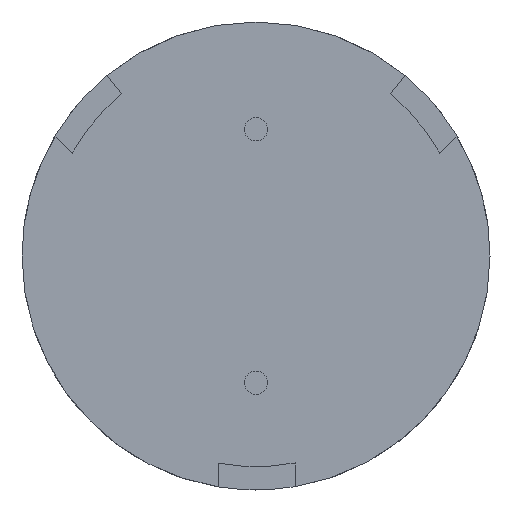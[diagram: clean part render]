
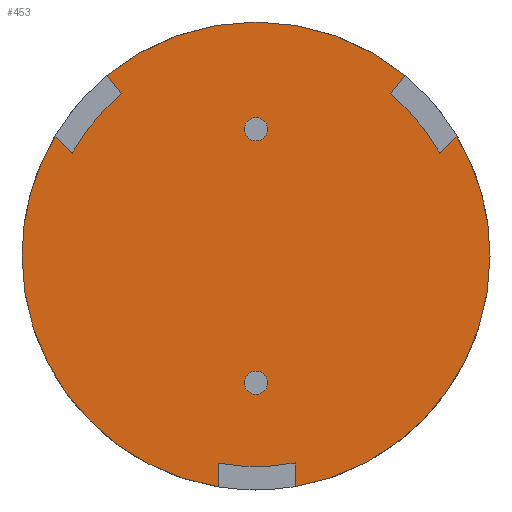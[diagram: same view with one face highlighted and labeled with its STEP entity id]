
A CAD part, front view. The second image highlights one B-rep face of the part: STEP entity #453.
In plain terms, the highlighted planar face has unit normal (0, -1, 0).
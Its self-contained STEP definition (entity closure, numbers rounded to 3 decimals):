
#39=CARTESIAN_POINT('',(0.,1.,0.));
#40=DIRECTION('',(0.,1.,0.));
#41=DIRECTION('',(1.,0.,0.));
#42=AXIS2_PLACEMENT_3D('',#39,#40,#41);
#44=DIRECTION('',(0.,0.,1.));
#45=VECTOR('',#44,0.61);
#46=CARTESIAN_POINT('',(1.003,1.,-5.916));
#47=LINE('',#46,#45);
#48=CARTESIAN_POINT('',(0.,1.,0.));
#49=DIRECTION('',(0.,1.,0.));
#50=DIRECTION('',(0.186,0.,-0.983));
#51=AXIS2_PLACEMENT_3D('',#48,#49,#50);
#53=DIRECTION('',(0.,0.,-1.));
#54=VECTOR('',#53,0.609);
#55=CARTESIAN_POINT('',(-0.968,1.,-5.313));
#56=LINE('',#55,#54);
#57=CARTESIAN_POINT('',(0.,1.,0.));
#58=DIRECTION('',(0.,1.,0.));
#59=DIRECTION('',(-0.161,0.,-0.987));
#60=AXIS2_PLACEMENT_3D('',#57,#58,#59);
#62=CARTESIAN_POINT('',(0.,1.,0.));
#63=DIRECTION('',(0.,1.,0.));
#64=DIRECTION('',(-1.,0.,0.));
#65=AXIS2_PLACEMENT_3D('',#62,#63,#64);
#67=DIRECTION('',(0.708,0.,-0.706));
#68=VECTOR('',#67,0.621);
#69=CARTESIAN_POINT('',(-5.151,1.,3.077));
#70=LINE('',#69,#68);
#71=CARTESIAN_POINT('',(0.,1.,0.));
#72=DIRECTION('',(0.,1.,0.));
#73=DIRECTION('',(-0.872,0.,0.489));
#74=AXIS2_PLACEMENT_3D('',#71,#72,#73);
#76=DIRECTION('',(-0.638,0.,0.77));
#77=VECTOR('',#76,0.6);
#78=CARTESIAN_POINT('',(-3.445,1.,4.158));
#79=LINE('',#78,#77);
#80=CARTESIAN_POINT('',(0.,1.,0.));
#81=DIRECTION('',(0.,1.,0.));
#82=DIRECTION('',(-0.638,0.,0.77));
#83=AXIS2_PLACEMENT_3D('',#80,#81,#82);
#85=DIRECTION('',(-0.638,0.,-0.77));
#86=VECTOR('',#85,0.6);
#87=CARTESIAN_POINT('',(3.828,1.,4.62));
#88=LINE('',#87,#86);
#89=CARTESIAN_POINT('',(0.,1.,0.));
#90=DIRECTION('',(0.,1.,0.));
#91=DIRECTION('',(0.638,0.,0.77));
#92=AXIS2_PLACEMENT_3D('',#89,#90,#91);
#94=DIRECTION('',(0.708,0.,0.706));
#95=VECTOR('',#94,0.621);
#96=CARTESIAN_POINT('',(4.711,1.,2.639));
#97=LINE('',#96,#95);
#98=CARTESIAN_POINT('',(0.,1.,0.));
#99=DIRECTION('',(0.,1.,0.));
#100=DIRECTION('',(0.858,0.,0.513));
#101=AXIS2_PLACEMENT_3D('',#98,#99,#100);
#103=CARTESIAN_POINT('',(0.,1.,-3.25));
#104=DIRECTION('',(0.,-1.,0.));
#105=DIRECTION('',(-1.,0.,0.));
#106=AXIS2_PLACEMENT_3D('',#103,#104,#105);
#108=CARTESIAN_POINT('',(0.,1.,-3.25));
#109=DIRECTION('',(0.,-1.,0.));
#110=DIRECTION('',(1.,0.,0.));
#111=AXIS2_PLACEMENT_3D('',#108,#109,#110);
#113=CARTESIAN_POINT('',(0.,1.,3.25));
#114=DIRECTION('',(0.,-1.,0.));
#115=DIRECTION('',(-1.,0.,0.));
#116=AXIS2_PLACEMENT_3D('',#113,#114,#115);
#118=CARTESIAN_POINT('',(0.,1.,3.25));
#119=DIRECTION('',(0.,-1.,0.));
#120=DIRECTION('',(1.,0.,0.));
#121=AXIS2_PLACEMENT_3D('',#118,#119,#120);
#281=CARTESIAN_POINT('',(4.711,1.,2.639));
#282=CARTESIAN_POINT('',(5.151,1.,3.077));
#283=VERTEX_POINT('',#281);
#284=VERTEX_POINT('',#282);
#285=CARTESIAN_POINT('',(-6.,1.,0.));
#286=CARTESIAN_POINT('',(-5.151,1.,3.077));
#287=VERTEX_POINT('',#285);
#288=VERTEX_POINT('',#286);
#289=CARTESIAN_POINT('',(6.,1.,0.));
#290=VERTEX_POINT('',#289);
#291=CARTESIAN_POINT('',(-3.828,1.,4.62));
#292=CARTESIAN_POINT('',(3.828,1.,4.62));
#293=VERTEX_POINT('',#291);
#294=VERTEX_POINT('',#292);
#295=CARTESIAN_POINT('',(1.003,1.,-5.916));
#296=VERTEX_POINT('',#295);
#297=CARTESIAN_POINT('',(1.003,1.,-5.306));
#298=VERTEX_POINT('',#297);
#299=CARTESIAN_POINT('',(-0.968,1.,-5.313));
#300=VERTEX_POINT('',#299);
#301=CARTESIAN_POINT('',(-0.968,1.,-5.921));
#302=VERTEX_POINT('',#301);
#303=CARTESIAN_POINT('',(-4.711,1.,2.639));
#304=VERTEX_POINT('',#303);
#305=CARTESIAN_POINT('',(-3.445,1.,4.158));
#306=VERTEX_POINT('',#305);
#307=CARTESIAN_POINT('',(3.445,1.,4.158));
#308=VERTEX_POINT('',#307);
#309=CARTESIAN_POINT('',(-0.3,1.,-3.25));
#310=CARTESIAN_POINT('',(0.3,1.,-3.25));
#311=VERTEX_POINT('',#309);
#312=VERTEX_POINT('',#310);
#313=CARTESIAN_POINT('',(-0.3,1.,3.25));
#314=CARTESIAN_POINT('',(0.3,1.,3.25));
#315=VERTEX_POINT('',#313);
#316=VERTEX_POINT('',#314);
#410=CARTESIAN_POINT('',(0.,1.,0.));
#411=DIRECTION('',(0.,-1.,0.));
#412=DIRECTION('',(-1.,0.,0.));
#413=AXIS2_PLACEMENT_3D('',#410,#411,#412);
#414=PLANE('',#413);
#416=ORIENTED_EDGE('',*,*,#415,.T.);
#418=ORIENTED_EDGE('',*,*,#417,.T.);
#420=ORIENTED_EDGE('',*,*,#419,.T.);
#422=ORIENTED_EDGE('',*,*,#421,.T.);
#424=ORIENTED_EDGE('',*,*,#423,.T.);
#425=ORIENTED_EDGE('',*,*,#385,.T.);
#427=ORIENTED_EDGE('',*,*,#426,.T.);
#429=ORIENTED_EDGE('',*,*,#428,.T.);
#431=ORIENTED_EDGE('',*,*,#430,.T.);
#432=ORIENTED_EDGE('',*,*,#399,.T.);
#434=ORIENTED_EDGE('',*,*,#433,.T.);
#436=ORIENTED_EDGE('',*,*,#435,.T.);
#437=ORIENTED_EDGE('',*,*,#373,.T.);
#438=ORIENTED_EDGE('',*,*,#393,.T.);
#439=EDGE_LOOP('',(#416,#418,#420,#422,#424,#425,#427,#429,#431,#432,#434,#436,
#437,#438));
#440=FACE_OUTER_BOUND('',#439,.F.);
#442=ORIENTED_EDGE('',*,*,#441,.T.);
#444=ORIENTED_EDGE('',*,*,#443,.T.);
#445=EDGE_LOOP('',(#442,#444));
#446=FACE_BOUND('',#445,.F.);
#448=ORIENTED_EDGE('',*,*,#447,.T.);
#450=ORIENTED_EDGE('',*,*,#449,.T.);
#451=EDGE_LOOP('',(#448,#450));
#452=FACE_BOUND('',#451,.F.);
#453=ADVANCED_FACE('',(#440,#446,#452),#414,.T.);
#43=CIRCLE('',#42,6.);
#52=CIRCLE('',#51,5.4);
#61=CIRCLE('',#60,6.);
#66=CIRCLE('',#65,6.);
#75=CIRCLE('',#74,5.4);
#84=CIRCLE('',#83,6.);
#93=CIRCLE('',#92,5.4);
#102=CIRCLE('',#101,6.);
#107=CIRCLE('',#106,0.3);
#112=CIRCLE('',#111,0.3);
#117=CIRCLE('',#116,0.3);
#122=CIRCLE('',#121,0.3);
#373=EDGE_CURVE('',#283,#284,#97,.T.);
#385=EDGE_CURVE('',#287,#288,#66,.T.);
#393=EDGE_CURVE('',#284,#290,#102,.T.);
#399=EDGE_CURVE('',#293,#294,#84,.T.);
#415=EDGE_CURVE('',#290,#296,#43,.T.);
#417=EDGE_CURVE('',#296,#298,#47,.T.);
#419=EDGE_CURVE('',#298,#300,#52,.T.);
#421=EDGE_CURVE('',#300,#302,#56,.T.);
#423=EDGE_CURVE('',#302,#287,#61,.T.);
#426=EDGE_CURVE('',#288,#304,#70,.T.);
#428=EDGE_CURVE('',#304,#306,#75,.T.);
#430=EDGE_CURVE('',#306,#293,#79,.T.);
#433=EDGE_CURVE('',#294,#308,#88,.T.);
#435=EDGE_CURVE('',#308,#283,#93,.T.);
#441=EDGE_CURVE('',#311,#312,#107,.T.);
#443=EDGE_CURVE('',#312,#311,#112,.T.);
#447=EDGE_CURVE('',#315,#316,#117,.T.);
#449=EDGE_CURVE('',#316,#315,#122,.T.);
